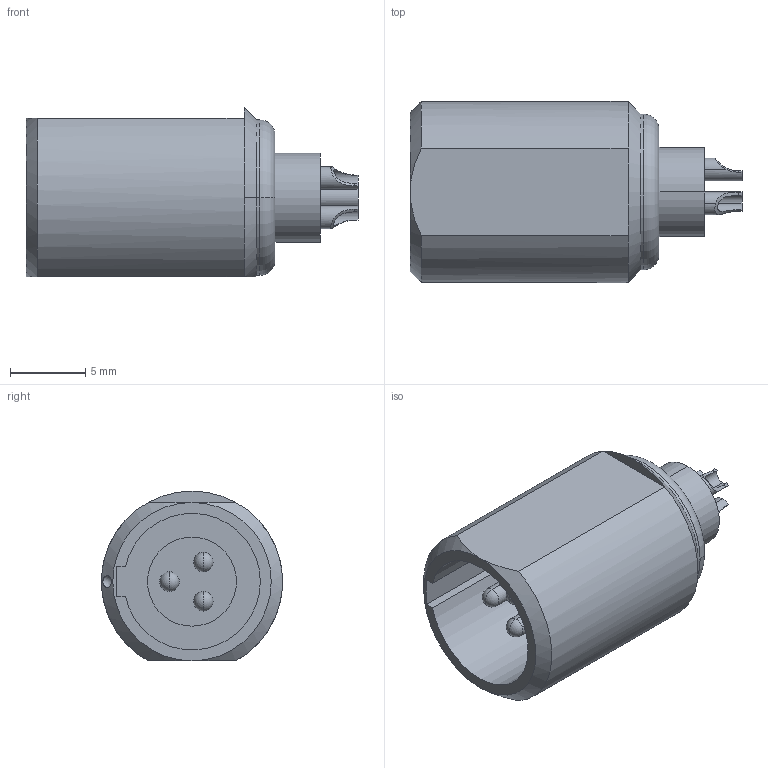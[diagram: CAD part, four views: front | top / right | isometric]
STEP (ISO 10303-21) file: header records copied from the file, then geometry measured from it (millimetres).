
FILE_DESCRIPTION((''),'2;1');
FILE_NAME('G51L0C-P03M','2014-02-04T',('RTrager'),(''),'PRO/ENGINEER BY PARAMETRIC TECHNOLOGY CORPORATION, 2013050','PRO/ENGINEER BY PARAMETRIC TECHNOLOGY CORPORATION, 2013050','');
FILE_SCHEMA(('CONFIG_CONTROL_DESIGN'));
Length unit declared in the file: millimetre
Products named in the file (1): G51L0C-P03M
Bounding box: 22 x 12 x 11.25 mm (x, y, z)
Volume: 1128.3 mm3; surface area: 1374.8 mm2
Topology: 1 solids, 1 shells, 75 faces, 185 edges, 115 vertices
Faces by surface type: cylinder 33, plane 21, sphere 7, torus 5, bspline 5, cone 4
Entity records: 2878 total; most frequent: CARTESIAN_POINT 1091, DIRECTION 375, ORIENTED_EDGE 354, EDGE_CURVE 177, AXIS2_PLACEMENT_3D 154, VERTEX_POINT 115, EDGE_LOOP 86, CIRCLE 84
